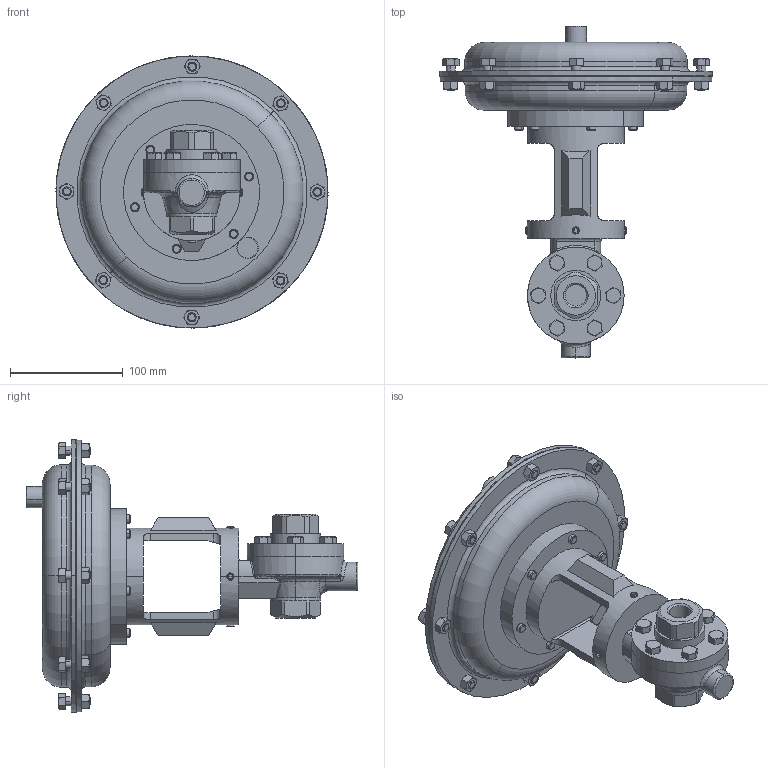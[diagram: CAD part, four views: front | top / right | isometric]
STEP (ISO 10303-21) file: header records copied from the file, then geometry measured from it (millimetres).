
FILE_DESCRIPTION (( 'STEP AP203' ), '1' );
FILE_NAME ('70-050-CS+S6-PT-35M.STEP', '2017-08-22T14:47:59', ( '' ), ( '' ), 'SwSTEP 2.0', 'SolidWorks 2014', '' );
FILE_SCHEMA (( 'CONFIG_CONTROL_DESIGN' ));
Length unit declared in the file: inch
Products named in the file (1): 70-050-CS+S6-PT-35M
Bounding box: 241.3 x 294.26 x 241.3 mm (x, y, z)
Volume: 2639709.2 mm3; surface area: 197143 mm2
Topology: 1 solids, 1 shells, 643 faces, 1479 edges, 898 vertices
Faces by surface type: plane 265, cone 231, cylinder 111, torus 18, bspline 16, sphere 2
Entity records: 21211 total; most frequent: CARTESIAN_POINT 7318, ORIENTED_EDGE 2954, DIRECTION 2732, EDGE_CURVE 1477, AXIS2_PLACEMENT_3D 1109, VERTEX_POINT 898, EDGE_LOOP 707, ADVANCED_FACE 643
